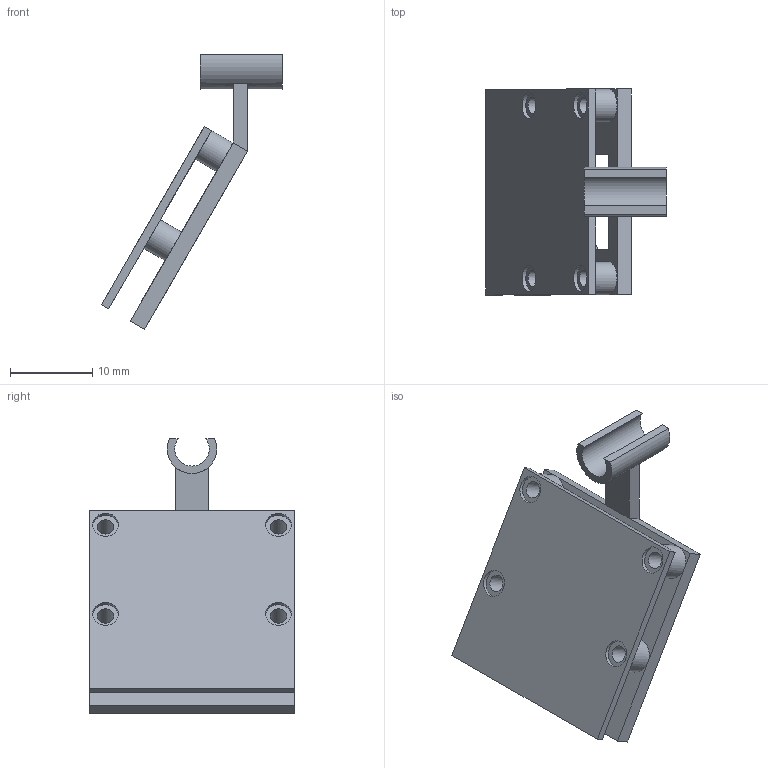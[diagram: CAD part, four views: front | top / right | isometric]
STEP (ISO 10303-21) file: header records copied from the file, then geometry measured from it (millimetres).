
FILE_DESCRIPTION(/* description */ (''),/* implementation_level */ '2;1');
FILE_NAME(/* name */ 'Demo Ensamble v3.step',/* time_stamp */ '2023-06-05T14:00:35+02:00',/* author */ (''),/* organization */ (''),/* preprocessor_version */ 'ST-DEVELOPER v19.2',/* originating_system */ 'Autodesk Translation Framework v12.6.0.85',/* authorisation */ '');
FILE_SCHEMA (('AUTOMOTIVE_DESIGN { 1 0 10303 214 3 1 1 }'));
Length unit declared in the file: millimetre
Products named in the file (3): Demo Ensamble; Attache caméra; Attache caméra_PART2
Assembly tree (2 placements, depth 2):
  Demo Ensamble
    Attache caméra
    Attache caméra_PART2
Bounding box: 21.96 x 25 x 33.4 mm (x, y, z)
Volume: 1743.4 mm3; surface area: 3148.7 mm2
Topology: 2 solids, 2 shells, 55 faces, 126 edges, 80 vertices
Faces by surface type: plane 37, cylinder 18
Full cylindrical faces by diameter (mm): 2 x8, 3.2 x4, 4 x4
Entity records: 1667 total; most frequent: DIRECTION 288, CARTESIAN_POINT 266, ORIENTED_EDGE 252, EDGE_CURVE 126, AXIS2_PLACEMENT_3D 102, LINE 84, VECTOR 84, VERTEX_POINT 80
